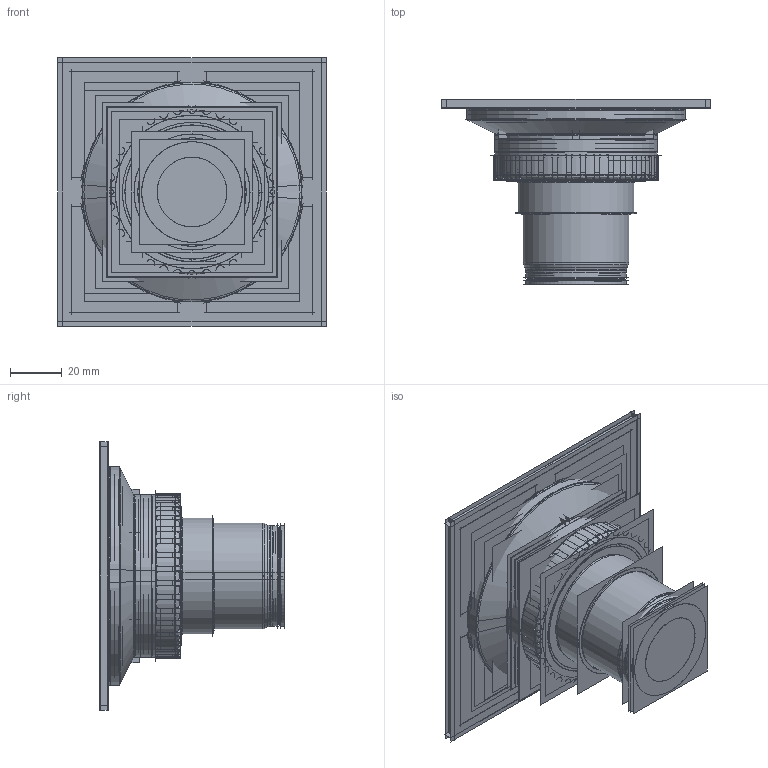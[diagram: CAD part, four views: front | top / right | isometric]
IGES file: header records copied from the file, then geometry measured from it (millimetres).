
Start section:  PTC IGES file: ffas9202-001500bc0_asm.igs
Global section: file name: ffas9202-001500bc0_asm.igs; native system: Creo Parametric by PTC Inc.; preprocessor: 2019224; author: 10114249; organization: Unknown; date: 20210617.095605; units: millimetre
Bounding box: 104 x 71.63 x 104 mm (x, y, z)
Surface area: 476738.9 mm2 (no closed solid volume)
Topology: 0 solids, 0 shells, 1226 faces, 18164 edges, 23790 vertices
Faces by surface type: bspline 638, revolution 588
